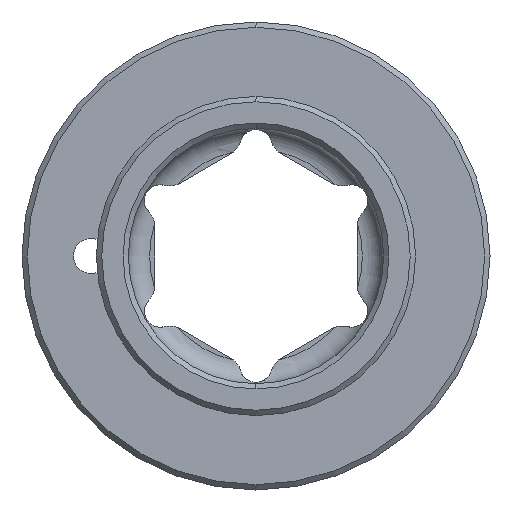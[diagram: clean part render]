
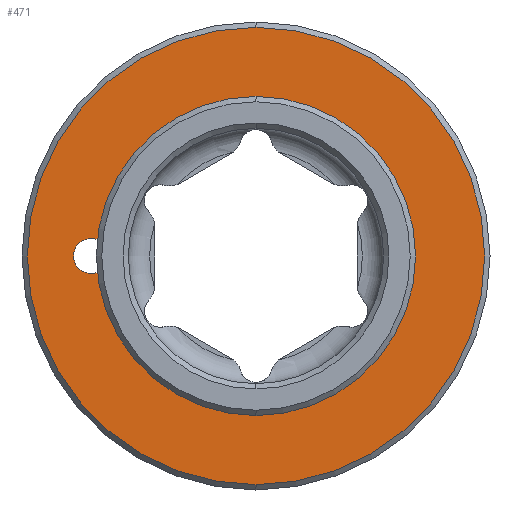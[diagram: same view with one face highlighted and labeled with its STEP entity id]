
A CAD part, left-side view. The second image highlights one B-rep face of the part: STEP entity #471.
In plain terms, the highlighted planar face has unit normal (-1, 0, 0).
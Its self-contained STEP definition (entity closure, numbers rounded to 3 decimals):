
#19 = FACE_BOUND ( 'NONE', #287, .T. ) ;
#25 = DIRECTION ( 'NONE',  ( -1., 0., 0. ) ) ;
#76 = AXIS2_PLACEMENT_3D ( 'NONE', #1830, #1988, #1310 ) ;
#81 = CARTESIAN_POINT ( 'NONE',  ( 0., 0., 0. ) ) ;
#93 = VERTEX_POINT ( 'NONE', #202 ) ;
#120 = VERTEX_POINT ( 'NONE', #1076 ) ;
#129 = VERTEX_POINT ( 'NONE', #1769 ) ;
#131 = CARTESIAN_POINT ( 'NONE',  ( 0., 15.5, 0. ) ) ;
#142 = CIRCLE ( 'NONE', #1415, 13.8 ) ;
#202 = CARTESIAN_POINT ( 'NONE',  ( 0., 0., -21.5 ) ) ;
#222 = AXIS2_PLACEMENT_3D ( 'NONE', #377, #25, #697 ) ;
#287 = EDGE_LOOP ( 'NONE', ( #1991, #2227 ) ) ;
#377 = CARTESIAN_POINT ( 'NONE',  ( 0., 0., 0. ) ) ;
#385 = EDGE_CURVE ( 'NONE', #1710, #1352, #1377, .T. ) ;
#401 = AXIS2_PLACEMENT_3D ( 'NONE', #701, #2095, #1599 ) ;
#404 = CIRCLE ( 'NONE', #1888, 1.65 ) ;
#460 = EDGE_CURVE ( 'NONE', #1349, #120, #1451, .T. ) ;
#471 = ADVANCED_FACE ( 'NONE', ( #19, #592, #753 ), #1569, .F. ) ;
#481 = CIRCLE ( 'NONE', #222, 21.5 ) ;
#592 = FACE_OUTER_BOUND ( 'NONE', #662, .T. ) ;
#656 = DIRECTION ( 'NONE',  ( 1., 0., 0. ) ) ;
#662 = EDGE_LOOP ( 'NONE', ( #1424, #986 ) ) ;
#697 = DIRECTION ( 'NONE',  ( 0., 0., -1. ) ) ;
#701 = CARTESIAN_POINT ( 'NONE',  ( 0., 13.5, 0. ) ) ;
#742 = DIRECTION ( 'NONE',  ( 1., 0., 0. ) ) ;
#753 = FACE_BOUND ( 'NONE', #2156, .T. ) ;
#883 = ORIENTED_EDGE ( 'NONE', *, *, #385, .T. ) ;
#890 = EDGE_CURVE ( 'NONE', #1352, #1710, #404, .T. ) ;
#898 = DIRECTION ( 'NONE',  ( 0., 0., -1. ) ) ;
#980 = ORIENTED_EDGE ( 'NONE', *, *, #890, .T. ) ;
#986 = ORIENTED_EDGE ( 'NONE', *, *, #1343, .T. ) ;
#1010 = DIRECTION ( 'NONE',  ( 0., 0., -1. ) ) ;
#1076 = CARTESIAN_POINT ( 'NONE',  ( 0., 0., -13.8 ) ) ;
#1083 = CARTESIAN_POINT ( 'NONE',  ( 0., 0., 0. ) ) ;
#1118 = CARTESIAN_POINT ( 'NONE',  ( 0., 15.5, 1.65 ) ) ;
#1135 = EDGE_CURVE ( 'NONE', #120, #1349, #142, .T. ) ;
#1160 = AXIS2_PLACEMENT_3D ( 'NONE', #131, #656, #1010 ) ;
#1285 = DIRECTION ( 'NONE',  ( 0., 0., -1. ) ) ;
#1310 = DIRECTION ( 'NONE',  ( 0., 0., -1. ) ) ;
#1329 = DIRECTION ( 'NONE',  ( 1., 0., 0. ) ) ;
#1343 = EDGE_CURVE ( 'NONE', #129, #93, #481, .T. ) ;
#1349 = VERTEX_POINT ( 'NONE', #1734 ) ;
#1352 = VERTEX_POINT ( 'NONE', #1421 ) ;
#1377 = CIRCLE ( 'NONE', #1160, 1.65 ) ;
#1414 = AXIS2_PLACEMENT_3D ( 'NONE', #1083, #742, #898 ) ;
#1415 = AXIS2_PLACEMENT_3D ( 'NONE', #81, #1329, #1285 ) ;
#1421 = CARTESIAN_POINT ( 'NONE',  ( 0., 15.5, -1.65 ) ) ;
#1424 = ORIENTED_EDGE ( 'NONE', *, *, #1998, .T. ) ;
#1425 = DIRECTION ( 'NONE',  ( 0., 0., -1. ) ) ;
#1451 = CIRCLE ( 'NONE', #1414, 13.8 ) ;
#1569 = PLANE ( 'NONE',  #401 ) ;
#1599 = DIRECTION ( 'NONE',  ( 0., 0., -1. ) ) ;
#1710 = VERTEX_POINT ( 'NONE', #1118 ) ;
#1734 = CARTESIAN_POINT ( 'NONE',  ( 0., 0., 13.8 ) ) ;
#1752 = DIRECTION ( 'NONE',  ( 1., 0., 0. ) ) ;
#1769 = CARTESIAN_POINT ( 'NONE',  ( 0., 0., 21.5 ) ) ;
#1789 = CARTESIAN_POINT ( 'NONE',  ( 0., 15.5, 0. ) ) ;
#1830 = CARTESIAN_POINT ( 'NONE',  ( 0., 0., 0. ) ) ;
#1888 = AXIS2_PLACEMENT_3D ( 'NONE', #1789, #1752, #1425 ) ;
#1988 = DIRECTION ( 'NONE',  ( -1., 0., 0. ) ) ;
#1991 = ORIENTED_EDGE ( 'NONE', *, *, #1135, .T. ) ;
#1998 = EDGE_CURVE ( 'NONE', #93, #129, #2262, .T. ) ;
#2095 = DIRECTION ( 'NONE',  ( 1., 0., 0. ) ) ;
#2156 = EDGE_LOOP ( 'NONE', ( #980, #883 ) ) ;
#2227 = ORIENTED_EDGE ( 'NONE', *, *, #460, .T. ) ;
#2262 = CIRCLE ( 'NONE', #76, 21.5 ) ;
